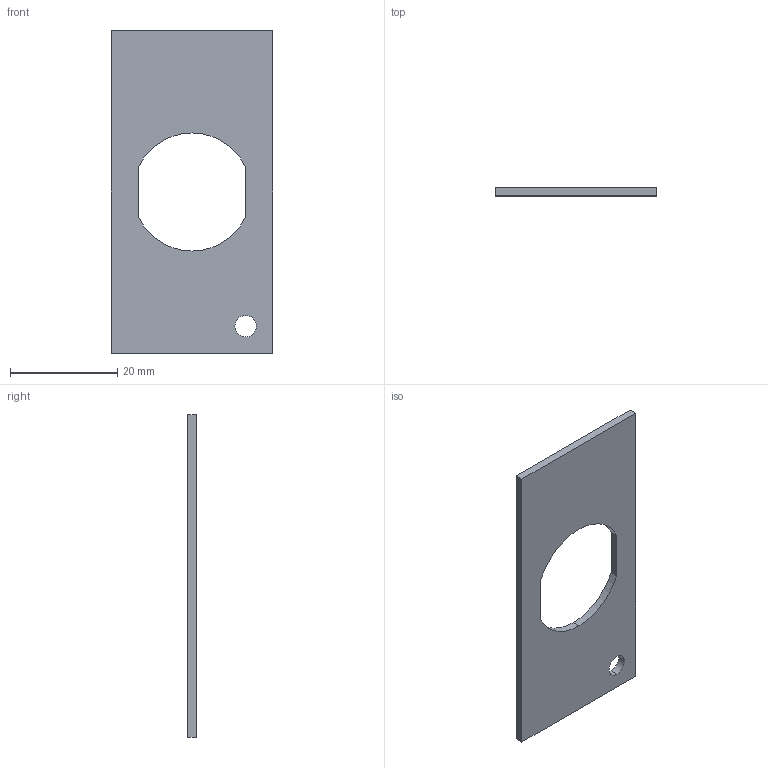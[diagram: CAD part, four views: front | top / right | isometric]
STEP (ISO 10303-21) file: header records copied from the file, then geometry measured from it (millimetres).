
FILE_DESCRIPTION (( 'STEP AP214' ), '1' );
FILE_NAME ('03132-Cam Lock Backing Plate Corner Hole Stainless Steel 30x60.STEP', '2018-08-21T04:37:11', ( '' ), ( '' ), 'SwSTEP 2.0', 'SolidWorks 2018', '' );
FILE_SCHEMA (( 'AUTOMOTIVE_DESIGN' ));
Length unit declared in the file: millimetre
Products named in the file (1): 03132-Cam Lock Backing Plate Corner Hole Stainless Steel 30x60
Bounding box: 30 x 1.5 x 60 mm (x, y, z)
Volume: 2125.9 mm3; surface area: 3266.7 mm2
Topology: 1 solids, 1 shells, 273 faces, 741 edges, 494 vertices
Faces by surface type: plane 156, bspline 112, cylinder 5
Entity records: 14867 total; most frequent: CARTESIAN_POINT 8693, ORIENTED_EDGE 1482, DIRECTION 851, EDGE_CURVE 741, VECTOR 507, LINE 507, VERTEX_POINT 494, EDGE_LOOP 301
